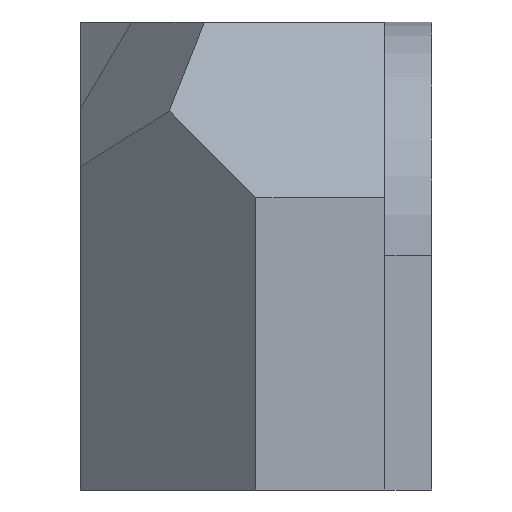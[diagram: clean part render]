
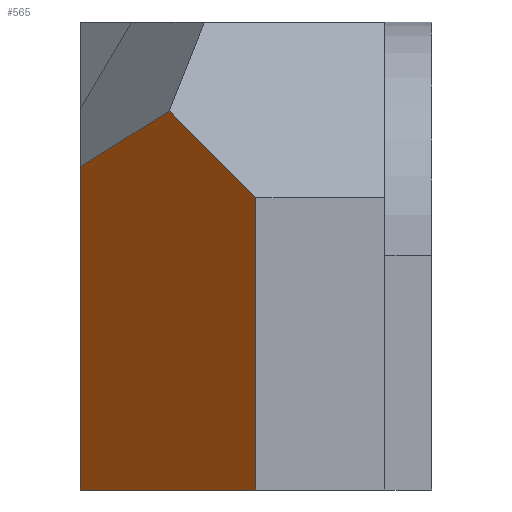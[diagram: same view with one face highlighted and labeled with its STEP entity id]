
A CAD part, left-side view. The second image highlights one B-rep face of the part: STEP entity #565.
In plain terms, the highlighted planar face has unit normal (-0.707, 0.707, 0).
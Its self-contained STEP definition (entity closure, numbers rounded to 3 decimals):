
#52=FACE_OUTER_BOUND('',#82,.T.);
#82=EDGE_LOOP('',(#504,#505,#506,#507,#508));
#111=LINE('',#819,#183);
#126=LINE('',#849,#198);
#142=LINE('',#885,#214);
#153=LINE('',#910,#225);
#155=LINE('',#913,#227);
#183=VECTOR('',#664,10.);
#198=VECTOR('',#687,10.);
#214=VECTOR('',#719,10.);
#225=VECTOR('',#748,10.);
#227=VECTOR('',#752,10.);
#250=VERTEX_POINT('',#816);
#251=VERTEX_POINT('',#818);
#262=VERTEX_POINT('',#848);
#274=VERTEX_POINT('',#883);
#279=VERTEX_POINT('',#909);
#309=EDGE_CURVE('',#251,#250,#111,.T.);
#324=EDGE_CURVE('',#262,#251,#126,.T.);
#343=EDGE_CURVE('',#274,#250,#142,.F.);
#355=EDGE_CURVE('',#279,#262,#153,.T.);
#357=EDGE_CURVE('',#274,#279,#155,.T.);
#504=ORIENTED_EDGE('',*,*,#324,.T.);
#505=ORIENTED_EDGE('',*,*,#309,.T.);
#506=ORIENTED_EDGE('',*,*,#343,.F.);
#507=ORIENTED_EDGE('',*,*,#357,.T.);
#508=ORIENTED_EDGE('',*,*,#355,.T.);
#537=PLANE('',#613);
#565=ADVANCED_FACE('',(#52),#537,.T.);
#613=AXIS2_PLACEMENT_3D('',#914,#753,#754);
#664=DIRECTION('',(0.,0.,-1.));
#687=DIRECTION('',(0.647,0.646,-0.405));
#719=DIRECTION('',(-0.707,-0.707,0.));
#748=DIRECTION('',(0.577,0.577,0.577));
#752=DIRECTION('',(0.,0.,1.));
#753=DIRECTION('center_axis',(-0.707,0.707,0.));
#754=DIRECTION('ref_axis',(0.,0.,1.));
#816=CARTESIAN_POINT('',(120.,108.001,0.));
#818=CARTESIAN_POINT('',(120.,108.001,5.526));
#819=CARTESIAN_POINT('',(120.,108.001,2.331));
#848=CARTESIAN_POINT('',(118.479,106.48,6.479));
#849=CARTESIAN_POINT('',(119.813,107.814,5.643));
#883=CARTESIAN_POINT('',(117.,105.001,0.));
#885=CARTESIAN_POINT('',(121.228,109.229,0.));
#909=CARTESIAN_POINT('',(117.,105.001,5.));
#910=CARTESIAN_POINT('',(117.623,105.624,5.623));
#913=CARTESIAN_POINT('',(117.,105.001,1.356));
#914=CARTESIAN_POINT('Origin',(118.514,106.515,2.712));
